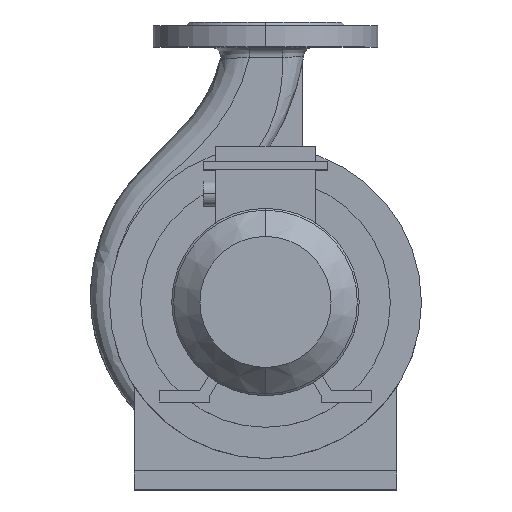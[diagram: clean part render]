
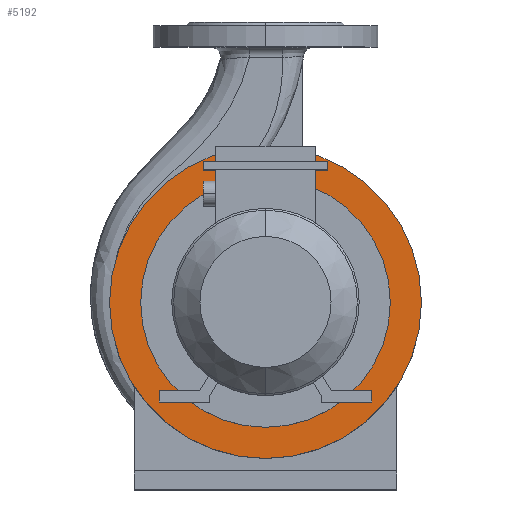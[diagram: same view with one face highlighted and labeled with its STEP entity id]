
A CAD part, top view. The second image highlights one B-rep face of the part: STEP entity #5192.
In plain terms, the highlighted planar face has unit normal (0, 0, 1).
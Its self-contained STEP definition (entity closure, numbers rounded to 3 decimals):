
#225 = CARTESIAN_POINT ( 'NONE',  ( 0., 0., 159. ) ) ;
#226 = DIRECTION ( 'NONE',  ( 0., 0., -1. ) ) ;
#227 = DIRECTION ( 'NONE',  ( 0., 1., 0. ) ) ;
#1626 = EDGE_CURVE ( 'NONE', #6519, #7267, #5547, .T. ) ;
#2970 = PLANE ( 'NONE',  #10004 ) ;
#2989 = CARTESIAN_POINT ( 'NONE',  ( 0., 125., 159. ) ) ;
#2990 = DIRECTION ( 'NONE',  ( 0., 0., 1. ) ) ;
#2991 = DIRECTION ( 'NONE',  ( 0., -1., 0. ) ) ;
#3138 = EDGE_CURVE ( 'NONE', #7267, #6519, #9286, .T. ) ;
#5192 = ADVANCED_FACE ( 'NONE', ( #9949 ), #2970, .T. ) ;
#5547 = CIRCLE ( 'NONE', #7008, 125. ) ;
#5866 = CARTESIAN_POINT ( 'NONE',  ( 0., -125., 159. ) ) ;
#5928 = CARTESIAN_POINT ( 'NONE',  ( 0., 125., 159. ) ) ;
#6458 = CARTESIAN_POINT ( 'NONE',  ( 0., 0., 159. ) ) ;
#6459 = DIRECTION ( 'NONE',  ( 0., 0., -1. ) ) ;
#6460 = DIRECTION ( 'NONE',  ( 0., 1., 0. ) ) ;
#6519 = VERTEX_POINT ( 'NONE', #5866 ) ;
#7008 = AXIS2_PLACEMENT_3D ( 'NONE', #225, #226, #227 ) ;
#7129 = AXIS2_PLACEMENT_3D ( 'NONE', #6458, #6459, #6460 ) ;
#7267 = VERTEX_POINT ( 'NONE', #5928 ) ;
#9286 = CIRCLE ( 'NONE', #7129, 125. ) ;
#9949 = FACE_OUTER_BOUND ( 'NONE', #10408, .T. ) ;
#10004 = AXIS2_PLACEMENT_3D ( 'NONE', #2989, #2990, #2991 ) ;
#10287 = ORIENTED_EDGE ( 'NONE', *, *, #3138, .F. ) ;
#10288 = ORIENTED_EDGE ( 'NONE', *, *, #1626, .F. ) ;
#10408 = EDGE_LOOP ( 'NONE', ( #10287, #10288 ) ) ;
